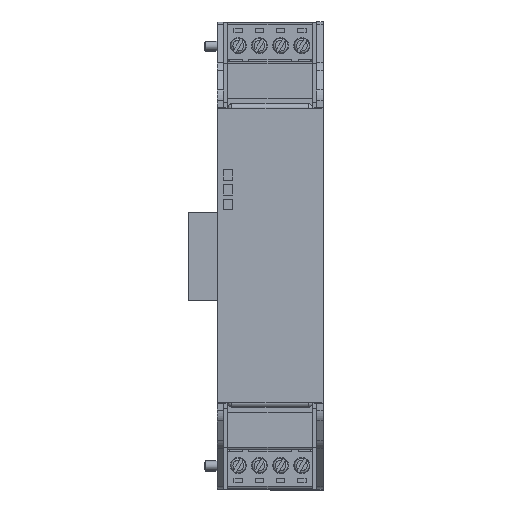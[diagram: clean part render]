
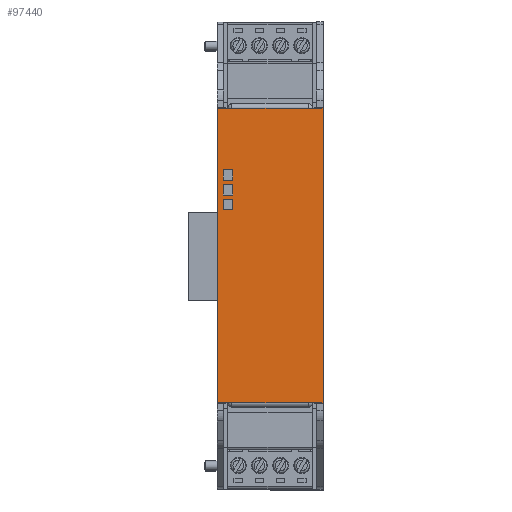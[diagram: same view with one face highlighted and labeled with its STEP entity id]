
A CAD part, top view. The second image highlights one B-rep face of the part: STEP entity #97440.
In plain terms, the highlighted planar face has unit normal (0, 0, 1).
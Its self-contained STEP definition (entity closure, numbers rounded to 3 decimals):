
#95291=DIRECTION('',(-1.,0.,0.));
#95292=VECTOR('',#95291,18.);
#95293=CARTESIAN_POINT('',(9.,-34.76,0.));
#95294=LINE('',#95293,#95292);
#95295=DIRECTION('',(1.,0.,0.));
#95296=VECTOR('',#95295,3.5);
#95297=CARTESIAN_POINT('',(-12.5,-34.76,0.));
#95298=LINE('',#95297,#95296);
#95299=DIRECTION('',(0.,-1.,0.));
#95300=VECTOR('',#95299,69.52);
#95301=CARTESIAN_POINT('',(-12.5,34.76,0.));
#95302=LINE('',#95301,#95300);
#95303=DIRECTION('',(-1.,0.,0.));
#95304=VECTOR('',#95303,3.5);
#95305=CARTESIAN_POINT('',(-9.,34.76,0.));
#95306=LINE('',#95305,#95304);
#95307=DIRECTION('',(-1.,0.,0.));
#95308=VECTOR('',#95307,18.);
#95309=CARTESIAN_POINT('',(9.,34.76,0.));
#95310=LINE('',#95309,#95308);
#95311=DIRECTION('',(-1.,0.,0.));
#95312=VECTOR('',#95311,3.5);
#95313=CARTESIAN_POINT('',(12.5,34.76,0.));
#95314=LINE('',#95313,#95312);
#95315=DIRECTION('',(0.,1.,0.));
#95316=VECTOR('',#95315,69.52);
#95317=CARTESIAN_POINT('',(12.5,-34.76,0.));
#95318=LINE('',#95317,#95316);
#95319=DIRECTION('',(1.,0.,0.));
#95320=VECTOR('',#95319,3.5);
#95321=CARTESIAN_POINT('',(9.,-34.76,0.));
#95322=LINE('',#95321,#95320);
#95323=DIRECTION('',(1.,0.,0.));
#95324=VECTOR('',#95323,2.21);
#95325=CARTESIAN_POINT('',(-11.005,10.74,0.));
#95326=LINE('',#95325,#95324);
#95327=DIRECTION('',(0.,-1.,0.));
#95328=VECTOR('',#95327,2.5);
#95329=CARTESIAN_POINT('',(-8.795,13.24,0.));
#95330=LINE('',#95329,#95328);
#95331=DIRECTION('',(1.,0.,0.));
#95332=VECTOR('',#95331,2.21);
#95333=CARTESIAN_POINT('',(-11.005,13.24,0.));
#95334=LINE('',#95333,#95332);
#95335=DIRECTION('',(0.,-1.,0.));
#95336=VECTOR('',#95335,2.5);
#95337=CARTESIAN_POINT('',(-11.005,13.24,0.));
#95338=LINE('',#95337,#95336);
#95339=DIRECTION('',(1.,0.,0.));
#95340=VECTOR('',#95339,2.21);
#95341=CARTESIAN_POINT('',(-11.005,20.24,0.));
#95342=LINE('',#95341,#95340);
#95343=DIRECTION('',(0.,-1.,0.));
#95344=VECTOR('',#95343,2.5);
#95345=CARTESIAN_POINT('',(-11.005,20.24,0.));
#95346=LINE('',#95345,#95344);
#95347=DIRECTION('',(1.,0.,0.));
#95348=VECTOR('',#95347,2.21);
#95349=CARTESIAN_POINT('',(-11.005,17.74,0.));
#95350=LINE('',#95349,#95348);
#95351=DIRECTION('',(0.,-1.,0.));
#95352=VECTOR('',#95351,2.5);
#95353=CARTESIAN_POINT('',(-8.795,20.24,0.));
#95354=LINE('',#95353,#95352);
#95355=DIRECTION('',(1.,0.,0.));
#95356=VECTOR('',#95355,2.21);
#95357=CARTESIAN_POINT('',(-11.005,16.74,0.));
#95358=LINE('',#95357,#95356);
#95359=DIRECTION('',(0.,-1.,0.));
#95360=VECTOR('',#95359,2.5);
#95361=CARTESIAN_POINT('',(-11.005,16.74,0.));
#95362=LINE('',#95361,#95360);
#95363=DIRECTION('',(1.,0.,0.));
#95364=VECTOR('',#95363,2.21);
#95365=CARTESIAN_POINT('',(-11.005,14.24,0.));
#95366=LINE('',#95365,#95364);
#95367=DIRECTION('',(0.,-1.,0.));
#95368=VECTOR('',#95367,2.5);
#95369=CARTESIAN_POINT('',(-8.795,16.74,0.));
#95370=LINE('',#95369,#95368);
#96901=CARTESIAN_POINT('',(-12.5,34.76,0.));
#96902=CARTESIAN_POINT('',(-12.5,-34.76,0.));
#96903=VERTEX_POINT('',#96901);
#96904=VERTEX_POINT('',#96902);
#96905=CARTESIAN_POINT('',(12.5,-34.76,0.));
#96906=CARTESIAN_POINT('',(12.5,34.76,0.));
#96907=VERTEX_POINT('',#96905);
#96908=VERTEX_POINT('',#96906);
#96933=CARTESIAN_POINT('',(9.,34.76,0.));
#96934=CARTESIAN_POINT('',(-9.,34.76,0.));
#96935=VERTEX_POINT('',#96933);
#96936=VERTEX_POINT('',#96934);
#96946=CARTESIAN_POINT('',(9.,-34.76,0.));
#96948=VERTEX_POINT('',#96946);
#96950=CARTESIAN_POINT('',(-9.,-34.76,0.));
#96952=VERTEX_POINT('',#96950);
#97219=CARTESIAN_POINT('',(-11.005,10.74,0.));
#97220=CARTESIAN_POINT('',(-8.795,10.74,0.));
#97221=VERTEX_POINT('',#97219);
#97222=VERTEX_POINT('',#97220);
#97223=CARTESIAN_POINT('',(-11.005,20.24,0.));
#97224=CARTESIAN_POINT('',(-8.795,20.24,0.));
#97225=VERTEX_POINT('',#97223);
#97226=VERTEX_POINT('',#97224);
#97227=CARTESIAN_POINT('',(-11.005,17.74,0.));
#97228=CARTESIAN_POINT('',(-8.795,17.74,0.));
#97229=VERTEX_POINT('',#97227);
#97230=VERTEX_POINT('',#97228);
#97231=CARTESIAN_POINT('',(-11.005,16.74,0.));
#97232=CARTESIAN_POINT('',(-8.795,16.74,0.));
#97233=VERTEX_POINT('',#97231);
#97234=VERTEX_POINT('',#97232);
#97235=CARTESIAN_POINT('',(-11.005,14.24,0.));
#97236=CARTESIAN_POINT('',(-8.795,14.24,0.));
#97237=VERTEX_POINT('',#97235);
#97238=VERTEX_POINT('',#97236);
#97239=CARTESIAN_POINT('',(-11.005,13.24,0.));
#97240=CARTESIAN_POINT('',(-8.795,13.24,0.));
#97241=VERTEX_POINT('',#97239);
#97242=VERTEX_POINT('',#97240);
#97387=CARTESIAN_POINT('',(0.,0.,0.));
#97388=DIRECTION('',(0.,0.,1.));
#97389=DIRECTION('',(1.,0.,0.));
#97390=AXIS2_PLACEMENT_3D('',#97387,#97388,#97389);
#97391=PLANE('',#97390);
#97393=ORIENTED_EDGE('',*,*,#97392,.T.);
#97395=ORIENTED_EDGE('',*,*,#97394,.F.);
#97397=ORIENTED_EDGE('',*,*,#97396,.F.);
#97399=ORIENTED_EDGE('',*,*,#97398,.F.);
#97401=ORIENTED_EDGE('',*,*,#97400,.F.);
#97403=ORIENTED_EDGE('',*,*,#97402,.F.);
#97405=ORIENTED_EDGE('',*,*,#97404,.F.);
#97407=ORIENTED_EDGE('',*,*,#97406,.F.);
#97408=EDGE_LOOP('',(#97393,#97395,#97397,#97399,#97401,#97403,#97405,#97407));
#97409=FACE_OUTER_BOUND('',#97408,.F.);
#97411=ORIENTED_EDGE('',*,*,#97410,.T.);
#97413=ORIENTED_EDGE('',*,*,#97412,.F.);
#97415=ORIENTED_EDGE('',*,*,#97414,.F.);
#97417=ORIENTED_EDGE('',*,*,#97416,.T.);
#97418=EDGE_LOOP('',(#97411,#97413,#97415,#97417));
#97419=FACE_BOUND('',#97418,.F.);
#97421=ORIENTED_EDGE('',*,*,#97420,.F.);
#97423=ORIENTED_EDGE('',*,*,#97422,.T.);
#97425=ORIENTED_EDGE('',*,*,#97424,.T.);
#97427=ORIENTED_EDGE('',*,*,#97426,.F.);
#97428=EDGE_LOOP('',(#97421,#97423,#97425,#97427));
#97429=FACE_BOUND('',#97428,.F.);
#97431=ORIENTED_EDGE('',*,*,#97430,.F.);
#97433=ORIENTED_EDGE('',*,*,#97432,.T.);
#97435=ORIENTED_EDGE('',*,*,#97434,.T.);
#97437=ORIENTED_EDGE('',*,*,#97436,.F.);
#97438=EDGE_LOOP('',(#97431,#97433,#97435,#97437));
#97439=FACE_BOUND('',#97438,.F.);
#97440=ADVANCED_FACE('',(#97409,#97419,#97429,#97439),#97391,.T.);
#97392=EDGE_CURVE('',#96948,#96952,#95294,.T.);
#97394=EDGE_CURVE('',#96904,#96952,#95298,.T.);
#97396=EDGE_CURVE('',#96903,#96904,#95302,.T.);
#97398=EDGE_CURVE('',#96936,#96903,#95306,.T.);
#97400=EDGE_CURVE('',#96935,#96936,#95310,.T.);
#97402=EDGE_CURVE('',#96908,#96935,#95314,.T.);
#97404=EDGE_CURVE('',#96907,#96908,#95318,.T.);
#97406=EDGE_CURVE('',#96948,#96907,#95322,.T.);
#97410=EDGE_CURVE('',#97221,#97222,#95326,.T.);
#97412=EDGE_CURVE('',#97242,#97222,#95330,.T.);
#97414=EDGE_CURVE('',#97241,#97242,#95334,.T.);
#97416=EDGE_CURVE('',#97241,#97221,#95338,.T.);
#97420=EDGE_CURVE('',#97225,#97226,#95342,.T.);
#97422=EDGE_CURVE('',#97225,#97229,#95346,.T.);
#97424=EDGE_CURVE('',#97229,#97230,#95350,.T.);
#97426=EDGE_CURVE('',#97226,#97230,#95354,.T.);
#97430=EDGE_CURVE('',#97233,#97234,#95358,.T.);
#97432=EDGE_CURVE('',#97233,#97237,#95362,.T.);
#97434=EDGE_CURVE('',#97237,#97238,#95366,.T.);
#97436=EDGE_CURVE('',#97234,#97238,#95370,.T.);
